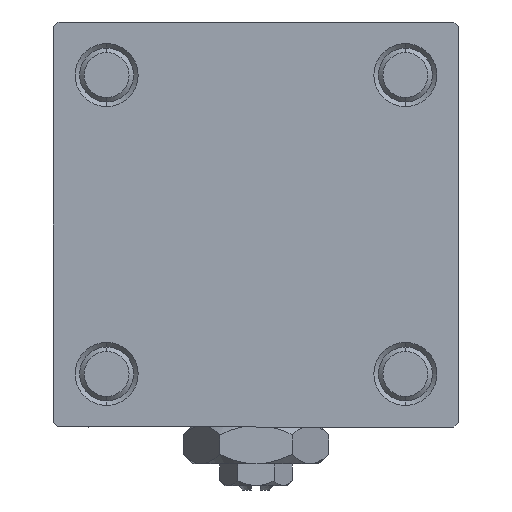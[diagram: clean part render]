
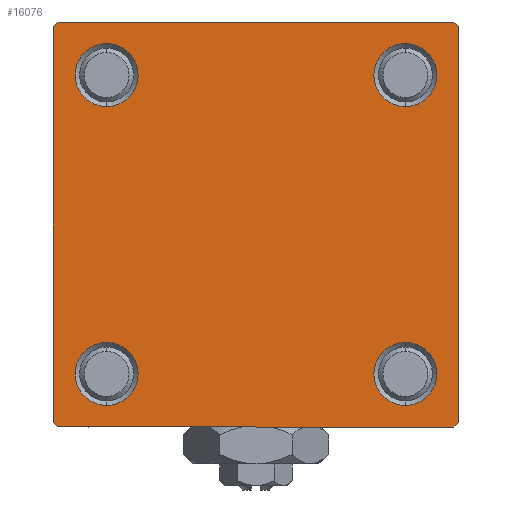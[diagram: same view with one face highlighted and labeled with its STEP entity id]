
A CAD part, left-side view. The second image highlights one B-rep face of the part: STEP entity #16076.
In plain terms, the highlighted planar face has unit normal (-1, 0, 0).
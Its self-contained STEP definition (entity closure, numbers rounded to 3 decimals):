
#1274 = DIRECTION ( 'NONE',  ( 1., 0., 0. ) ) ;
#2026 = CARTESIAN_POINT ( 'NONE',  ( 0., -16.6, -16.6 ) ) ;
#2494 = FACE_BOUND ( 'NONE', #22749, .T. ) ;
#2755 = FACE_BOUND ( 'NONE', #44421, .T. ) ;
#2900 = CARTESIAN_POINT ( 'NONE',  ( 0., -16.6, 16.6 ) ) ;
#2914 = AXIS2_PLACEMENT_3D ( 'NONE', #38314, #29680, #48647 ) ;
#3595 = DIRECTION ( 'NONE',  ( 0., 0.707, 0.707 ) ) ;
#3734 = VERTEX_POINT ( 'NONE', #39362 ) ;
#4038 = FACE_OUTER_BOUND ( 'NONE', #23749, .T. ) ;
#4047 = LINE ( 'NONE', #36826, #37003 ) ;
#4242 = VERTEX_POINT ( 'NONE', #13803 ) ;
#4445 = LINE ( 'NONE', #20459, #43866 ) ;
#4474 = CARTESIAN_POINT ( 'NONE',  ( 0., 22.5, -22.5 ) ) ;
#5420 = CIRCLE ( 'NONE', #2914, 3.5 ) ;
#5633 = DIRECTION ( 'NONE',  ( 1., 0., 0. ) ) ;
#5844 = CARTESIAN_POINT ( 'NONE',  ( 0., -16.6, 16.6 ) ) ;
#5995 = EDGE_CURVE ( 'NONE', #30862, #28482, #15179, .T. ) ;
#6011 = ORIENTED_EDGE ( 'NONE', *, *, #38707, .T. ) ;
#6202 = EDGE_CURVE ( 'NONE', #3734, #45594, #5420, .T. ) ;
#6459 = AXIS2_PLACEMENT_3D ( 'NONE', #35538, #27679, #15851 ) ;
#7090 = DIRECTION ( 'NONE',  ( 1., 0., 0. ) ) ;
#7840 = CARTESIAN_POINT ( 'NONE',  ( 0., -22.5, -22. ) ) ;
#7972 = EDGE_CURVE ( 'NONE', #18942, #41788, #23837, .T. ) ;
#8391 = VECTOR ( 'NONE', #30232, 1000. ) ;
#8715 = CIRCLE ( 'NONE', #45590, 3.5 ) ;
#9618 = VECTOR ( 'NONE', #39836, 1000. ) ;
#9834 = EDGE_LOOP ( 'NONE', ( #17413, #38292 ) ) ;
#9992 = CARTESIAN_POINT ( 'NONE',  ( 0., 22.5, 22.5 ) ) ;
#10881 = FACE_BOUND ( 'NONE', #49260, .T. ) ;
#11022 = ORIENTED_EDGE ( 'NONE', *, *, #39006, .F. ) ;
#11953 = CIRCLE ( 'NONE', #18703, 3.5 ) ;
#12367 = CIRCLE ( 'NONE', #13231, 3.5 ) ;
#12698 = CARTESIAN_POINT ( 'NONE',  ( 0., 22.25, -22.25 ) ) ;
#12725 = AXIS2_PLACEMENT_3D ( 'NONE', #2026, #13835, #14085 ) ;
#12813 = DIRECTION ( 'NONE',  ( 0., 0., 1. ) ) ;
#12818 = ORIENTED_EDGE ( 'NONE', *, *, #48124, .T. ) ;
#13231 = AXIS2_PLACEMENT_3D ( 'NONE', #48516, #1274, #12813 ) ;
#13496 = VECTOR ( 'NONE', #26021, 1000. ) ;
#13803 = CARTESIAN_POINT ( 'NONE',  ( 0., -16.6, -20.1 ) ) ;
#13835 = DIRECTION ( 'NONE',  ( 1., 0., 0. ) ) ;
#14085 = DIRECTION ( 'NONE',  ( 0., 0., 1. ) ) ;
#14213 = CARTESIAN_POINT ( 'NONE',  ( 0., 22.25, 22.25 ) ) ;
#15179 = LINE ( 'NONE', #43511, #9618 ) ;
#15409 = ORIENTED_EDGE ( 'NONE', *, *, #7972, .T. ) ;
#15851 = DIRECTION ( 'NONE',  ( 0., 0., 1. ) ) ;
#16076 = ADVANCED_FACE ( 'NONE', ( #38436, #2755, #2494, #10881, #4038 ), #39217, .T. ) ;
#16126 = ORIENTED_EDGE ( 'NONE', *, *, #43347, .T. ) ;
#16455 = EDGE_CURVE ( 'NONE', #46169, #49903, #18215, .T. ) ;
#16540 = LINE ( 'NONE', #4474, #33689 ) ;
#16980 = EDGE_CURVE ( 'NONE', #45594, #3734, #12367, .T. ) ;
#17413 = ORIENTED_EDGE ( 'NONE', *, *, #50232, .T. ) ;
#18215 = CIRCLE ( 'NONE', #32462, 3.5 ) ;
#18703 = AXIS2_PLACEMENT_3D ( 'NONE', #32415, #19833, #39253 ) ;
#18942 = VERTEX_POINT ( 'NONE', #22781 ) ;
#19015 = ORIENTED_EDGE ( 'NONE', *, *, #6202, .T. ) ;
#19121 = ORIENTED_EDGE ( 'NONE', *, *, #45253, .T. ) ;
#19833 = DIRECTION ( 'NONE',  ( 1., 0., 0. ) ) ;
#20459 = CARTESIAN_POINT ( 'NONE',  ( 0., 22.5, 22.5 ) ) ;
#20475 = AXIS2_PLACEMENT_3D ( 'NONE', #41852, #5633, #26114 ) ;
#20834 = DIRECTION ( 'NONE',  ( 0., 0., -1. ) ) ;
#21104 = DIRECTION ( 'NONE',  ( 1., 0., 0. ) ) ;
#21249 = CARTESIAN_POINT ( 'NONE',  ( 0., 22., -22.5 ) ) ;
#22749 = EDGE_LOOP ( 'NONE', ( #50043, #19015 ) ) ;
#22781 = CARTESIAN_POINT ( 'NONE',  ( 0., 16.6, 13.1 ) ) ;
#23131 = DIRECTION ( 'NONE',  ( 0., 0., 1. ) ) ;
#23425 = VECTOR ( 'NONE', #48402, 1000. ) ;
#23749 = EDGE_LOOP ( 'NONE', ( #12818, #47047, #49011, #36910, #32245, #25984, #11022, #30663 ) ) ;
#23837 = CIRCLE ( 'NONE', #20475, 3.5 ) ;
#24494 = CARTESIAN_POINT ( 'NONE',  ( 0., -22., 22.5 ) ) ;
#24787 = DIRECTION ( 'NONE',  ( 0., 0., 1. ) ) ;
#25642 = CARTESIAN_POINT ( 'NONE',  ( 0., 22.5, 22. ) ) ;
#25759 = VERTEX_POINT ( 'NONE', #25642 ) ;
#25984 = ORIENTED_EDGE ( 'NONE', *, *, #46220, .T. ) ;
#26021 = DIRECTION ( 'NONE',  ( 0., -1., 0. ) ) ;
#26114 = DIRECTION ( 'NONE',  ( 0., 0., 1. ) ) ;
#26170 = CIRCLE ( 'NONE', #12725, 3.5 ) ;
#27069 = CARTESIAN_POINT ( 'NONE',  ( 0., -16.6, -13.1 ) ) ;
#27679 = DIRECTION ( 'NONE',  ( -1., 0., 0. ) ) ;
#28087 = CARTESIAN_POINT ( 'NONE',  ( 0., 22.5, -22. ) ) ;
#28482 = VERTEX_POINT ( 'NONE', #7840 ) ;
#28719 = CARTESIAN_POINT ( 'NONE',  ( 0., -16.6, -16.6 ) ) ;
#29545 = VERTEX_POINT ( 'NONE', #21249 ) ;
#29680 = DIRECTION ( 'NONE',  ( 1., 0., 0. ) ) ;
#29737 = DIRECTION ( 'NONE',  ( 1., 0., 0. ) ) ;
#30232 = DIRECTION ( 'NONE',  ( 0., 0.707, -0.707 ) ) ;
#30663 = ORIENTED_EDGE ( 'NONE', *, *, #36743, .T. ) ;
#30862 = VERTEX_POINT ( 'NONE', #47651 ) ;
#31274 = LINE ( 'NONE', #14213, #8391 ) ;
#31759 = DIRECTION ( 'NONE',  ( 0., 0., -1. ) ) ;
#32245 = ORIENTED_EDGE ( 'NONE', *, *, #40441, .F. ) ;
#32415 = CARTESIAN_POINT ( 'NONE',  ( 0., 16.6, 16.6 ) ) ;
#32462 = AXIS2_PLACEMENT_3D ( 'NONE', #5844, #29737, #38117 ) ;
#33551 = EDGE_CURVE ( 'NONE', #39162, #29545, #37368, .T. ) ;
#33689 = VECTOR ( 'NONE', #48817, 1000. ) ;
#34134 = LINE ( 'NONE', #9992, #13496 ) ;
#34459 = CARTESIAN_POINT ( 'NONE',  ( 0., -16.6, 20.1 ) ) ;
#35538 = CARTESIAN_POINT ( 'NONE',  ( 0., 0., 0. ) ) ;
#36118 = CIRCLE ( 'NONE', #40315, 3.5 ) ;
#36743 = EDGE_CURVE ( 'NONE', #47992, #25759, #31274, .T. ) ;
#36826 = CARTESIAN_POINT ( 'NONE',  ( 0., -22.5, 22.5 ) ) ;
#36910 = ORIENTED_EDGE ( 'NONE', *, *, #5995, .T. ) ;
#37003 = VECTOR ( 'NONE', #20834, 1000. ) ;
#37368 = LINE ( 'NONE', #12698, #23425 ) ;
#37914 = VECTOR ( 'NONE', #3595, 1000. ) ;
#38117 = DIRECTION ( 'NONE',  ( 0., 0., 1. ) ) ;
#38292 = ORIENTED_EDGE ( 'NONE', *, *, #16455, .T. ) ;
#38314 = CARTESIAN_POINT ( 'NONE',  ( 0., 16.6, -16.6 ) ) ;
#38436 = FACE_BOUND ( 'NONE', #9834, .T. ) ;
#38707 = EDGE_CURVE ( 'NONE', #4242, #51222, #36118, .T. ) ;
#39006 = EDGE_CURVE ( 'NONE', #47992, #43573, #34134, .T. ) ;
#39162 = VERTEX_POINT ( 'NONE', #28087 ) ;
#39217 = PLANE ( 'NONE',  #6459 ) ;
#39253 = DIRECTION ( 'NONE',  ( 0., 0., 1. ) ) ;
#39362 = CARTESIAN_POINT ( 'NONE',  ( 0., 16.6, -20.1 ) ) ;
#39541 = LINE ( 'NONE', #47168, #37914 ) ;
#39836 = DIRECTION ( 'NONE',  ( 0., -0.707, 0.707 ) ) ;
#40315 = AXIS2_PLACEMENT_3D ( 'NONE', #28719, #21104, #24787 ) ;
#40441 = EDGE_CURVE ( 'NONE', #50022, #28482, #4047, .T. ) ;
#41788 = VERTEX_POINT ( 'NONE', #47255 ) ;
#41852 = CARTESIAN_POINT ( 'NONE',  ( 0., 16.6, 16.6 ) ) ;
#43347 = EDGE_CURVE ( 'NONE', #41788, #18942, #11953, .T. ) ;
#43511 = CARTESIAN_POINT ( 'NONE',  ( 0., -22.25, -22.25 ) ) ;
#43573 = VERTEX_POINT ( 'NONE', #24494 ) ;
#43866 = VECTOR ( 'NONE', #31759, 1000. ) ;
#44421 = EDGE_LOOP ( 'NONE', ( #19121, #6011 ) ) ;
#44909 = EDGE_CURVE ( 'NONE', #29545, #30862, #16540, .T. ) ;
#45253 = EDGE_CURVE ( 'NONE', #51222, #4242, #26170, .T. ) ;
#45590 = AXIS2_PLACEMENT_3D ( 'NONE', #2900, #7090, #23131 ) ;
#45594 = VERTEX_POINT ( 'NONE', #51798 ) ;
#45686 = CARTESIAN_POINT ( 'NONE',  ( 0., -22.5, 22. ) ) ;
#46169 = VERTEX_POINT ( 'NONE', #49794 ) ;
#46220 = EDGE_CURVE ( 'NONE', #50022, #43573, #39541, .T. ) ;
#46461 = CARTESIAN_POINT ( 'NONE',  ( 0., 22., 22.5 ) ) ;
#47047 = ORIENTED_EDGE ( 'NONE', *, *, #33551, .T. ) ;
#47168 = CARTESIAN_POINT ( 'NONE',  ( 0., -22.25, 22.25 ) ) ;
#47255 = CARTESIAN_POINT ( 'NONE',  ( 0., 16.6, 20.1 ) ) ;
#47651 = CARTESIAN_POINT ( 'NONE',  ( 0., -22., -22.5 ) ) ;
#47992 = VERTEX_POINT ( 'NONE', #46461 ) ;
#48124 = EDGE_CURVE ( 'NONE', #25759, #39162, #4445, .T. ) ;
#48402 = DIRECTION ( 'NONE',  ( 0., -0.707, -0.707 ) ) ;
#48516 = CARTESIAN_POINT ( 'NONE',  ( 0., 16.6, -16.6 ) ) ;
#48647 = DIRECTION ( 'NONE',  ( 0., 0., 1. ) ) ;
#48817 = DIRECTION ( 'NONE',  ( 0., -1., 0. ) ) ;
#49011 = ORIENTED_EDGE ( 'NONE', *, *, #44909, .T. ) ;
#49260 = EDGE_LOOP ( 'NONE', ( #16126, #15409 ) ) ;
#49794 = CARTESIAN_POINT ( 'NONE',  ( 0., -16.6, 13.1 ) ) ;
#49903 = VERTEX_POINT ( 'NONE', #34459 ) ;
#50022 = VERTEX_POINT ( 'NONE', #45686 ) ;
#50043 = ORIENTED_EDGE ( 'NONE', *, *, #16980, .T. ) ;
#50232 = EDGE_CURVE ( 'NONE', #49903, #46169, #8715, .T. ) ;
#51222 = VERTEX_POINT ( 'NONE', #27069 ) ;
#51798 = CARTESIAN_POINT ( 'NONE',  ( 0., 16.6, -13.1 ) ) ;
